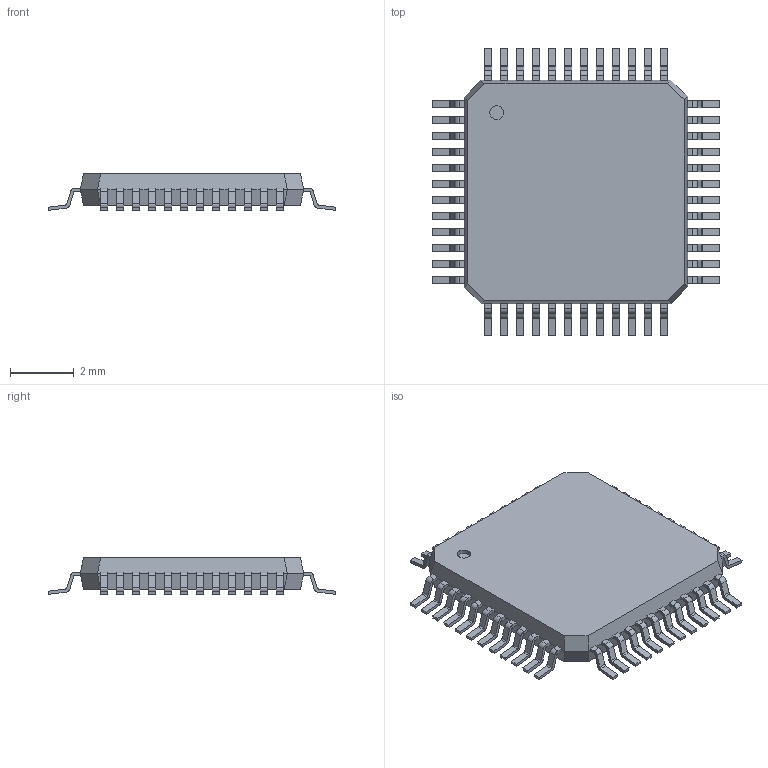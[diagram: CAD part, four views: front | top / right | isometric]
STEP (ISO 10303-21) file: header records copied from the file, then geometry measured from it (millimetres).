
FILE_DESCRIPTION (( 'STEP AP214' ), '1' );
FILE_NAME ('TQFP-48.STEP', '2015-11-13T22:16:46', ( '' ), ( '' ), 'SwSTEP 2.0', 'SolidWorks 2014', '' );
FILE_SCHEMA (( 'AUTOMOTIVE_DESIGN' ));
Length unit declared in the file: millimetre
Products named in the file (1): TQFP-48
Bounding box: 8.99 x 8.99 x 1.15 mm (x, y, z)
Volume: 48.4 mm3; surface area: 160.4 mm2
Topology: 13 solids, 13 shells, 657 faces, 1882 edges, 1252 vertices
Faces by surface type: plane 463, cylinder 194
Entity records: 21632 total; most frequent: CARTESIAN_POINT 3792, ORIENTED_EDGE 3764, DIRECTION 3586, EDGE_CURVE 1882, LINE 1494, VECTOR 1494, VERTEX_POINT 1252, AXIS2_PLACEMENT_3D 1046
